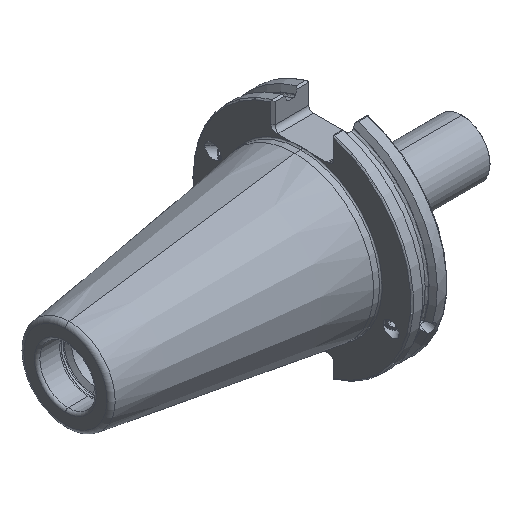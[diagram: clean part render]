
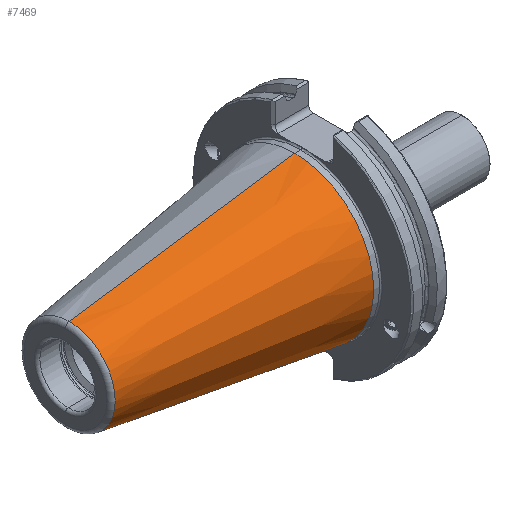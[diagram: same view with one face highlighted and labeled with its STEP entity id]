
A CAD part, isometric view. The second image highlights one B-rep face of the part: STEP entity #7469.
In plain terms, the highlighted conical face has half-angle 8.297 degrees and reference radius 34.925 mm.
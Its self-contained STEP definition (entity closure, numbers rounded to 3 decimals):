
#100 = DIRECTION ( 'NONE',  ( 0.99, 0., 0.144 ) ) ;
#409 = CARTESIAN_POINT ( 'NONE',  ( 0., 0., 34.925 ) ) ;
#1020 = VECTOR ( 'NONE', #7648, 1000. ) ;
#1057 = LINE ( 'NONE', #8001, #1020 ) ;
#1068 = VECTOR ( 'NONE', #100, 1000. ) ;
#1093 = LINE ( 'NONE', #409, #1068 ) ;
#1515 = CONICAL_SURFACE ( 'NONE', #7143, 34.925, 0.145 ) ;
#1631 = FACE_OUTER_BOUND ( 'NONE', #2589, .T. ) ;
#1812 = EDGE_CURVE ( 'NONE', #5514, #4846, #3390, .T. ) ;
#1957 = EDGE_CURVE ( 'NONE', #8419, #6449, #3201, .T. ) ;
#2573 = CARTESIAN_POINT ( 'NONE',  ( 0., 0., -34.925 ) ) ;
#2589 = EDGE_LOOP ( 'NONE', ( #3259, #3363, #3330, #3155 ) ) ;
#3155 = ORIENTED_EDGE ( 'NONE', *, *, #1957, .T. ) ;
#3201 = CIRCLE ( 'NONE', #5087, 34.925 ) ;
#3259 = ORIENTED_EDGE ( 'NONE', *, *, #4232, .F. ) ;
#3330 = ORIENTED_EDGE ( 'NONE', *, *, #4298, .T. ) ;
#3363 = ORIENTED_EDGE ( 'NONE', *, *, #1812, .F. ) ;
#3390 = CIRCLE ( 'NONE', #7935, 20.358 ) ;
#3536 = CARTESIAN_POINT ( 'NONE',  ( 0., 0., 0. ) ) ;
#4201 = DIRECTION ( 'NONE',  ( 1., 0., 0. ) ) ;
#4232 = EDGE_CURVE ( 'NONE', #4846, #6449, #1093, .T. ) ;
#4298 = EDGE_CURVE ( 'NONE', #5514, #8419, #1057, .T. ) ;
#4846 = VERTEX_POINT ( 'NONE', #5179 ) ;
#5087 = AXIS2_PLACEMENT_3D ( 'NONE', #5722, #5714, #5707 ) ;
#5179 = CARTESIAN_POINT ( 'NONE',  ( -99.889, 0., 20.358 ) ) ;
#5514 = VERTEX_POINT ( 'NONE', #7690 ) ;
#5707 = DIRECTION ( 'NONE',  ( 0., 0., 1. ) ) ;
#5714 = DIRECTION ( 'NONE',  ( -1., 0., 0. ) ) ;
#5722 = CARTESIAN_POINT ( 'NONE',  ( 0., 0., 0. ) ) ;
#6300 = DIRECTION ( 'NONE',  ( 0., 0., 1. ) ) ;
#6303 = DIRECTION ( 'NONE',  ( -1., 0., 0. ) ) ;
#6305 = DIRECTION ( 'NONE',  ( 0., 0., -1. ) ) ;
#6315 = CARTESIAN_POINT ( 'NONE',  ( -99.889, 0., 0. ) ) ;
#6449 = VERTEX_POINT ( 'NONE', #6526 ) ;
#6526 = CARTESIAN_POINT ( 'NONE',  ( 0., 0., 34.925 ) ) ;
#7143 = AXIS2_PLACEMENT_3D ( 'NONE', #3536, #4201, #6305 ) ;
#7469 = ADVANCED_FACE ( 'NONE', ( #1631 ), #1515, .T. ) ;
#7648 = DIRECTION ( 'NONE',  ( 0.99, 0., -0.144 ) ) ;
#7690 = CARTESIAN_POINT ( 'NONE',  ( -99.889, 0., -20.358 ) ) ;
#7935 = AXIS2_PLACEMENT_3D ( 'NONE', #6315, #6303, #6300 ) ;
#8001 = CARTESIAN_POINT ( 'NONE',  ( 0., 0., -34.925 ) ) ;
#8419 = VERTEX_POINT ( 'NONE', #2573 ) ;
